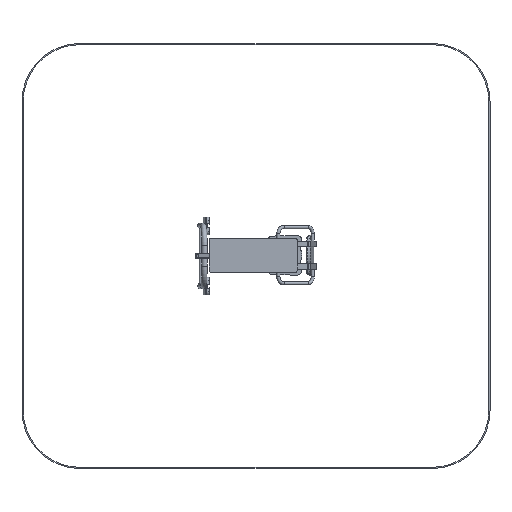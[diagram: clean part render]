
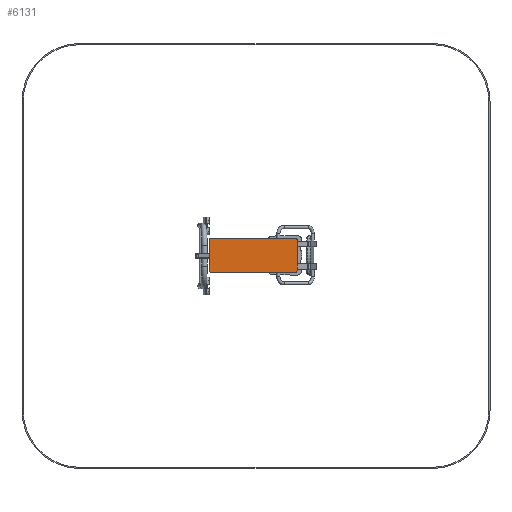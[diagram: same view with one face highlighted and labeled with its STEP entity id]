
A CAD part, front view. The second image highlights one B-rep face of the part: STEP entity #6131.
In plain terms, the highlighted planar face has unit normal (0, -1, 0).
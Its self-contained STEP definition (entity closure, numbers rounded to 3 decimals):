
#6131=ADVANCED_FACE('',(#8491),#8493,.F.);
#8491=FACE_BOUND('',#8492,.T.);
#8492=EDGE_LOOP('',(#15415,#15416,#15417,#15418,#15419,#15420,#15421,#15422));
#8493=PLANE('',#8494);
#8494=AXIS2_PLACEMENT_3D('',#8495,#8496,#8497);
#8495=CARTESIAN_POINT('',(0.,0.,0.));
#8496=DIRECTION('',(0.,1.,0.));
#8497=DIRECTION('',(1.,0.,0.));
#15415=ORIENTED_EDGE('',*,*,#18188,.F.);
#15416=ORIENTED_EDGE('',*,*,#18189,.F.);
#15417=ORIENTED_EDGE('',*,*,#18190,.F.);
#15418=ORIENTED_EDGE('',*,*,#18191,.F.);
#15419=ORIENTED_EDGE('',*,*,#18192,.F.);
#15420=ORIENTED_EDGE('',*,*,#18193,.F.);
#15421=ORIENTED_EDGE('',*,*,#18194,.F.);
#15422=ORIENTED_EDGE('',*,*,#18195,.F.);
#18188=EDGE_CURVE('',#19613,#19614,#19615,.T.);
#18189=EDGE_CURVE('',#19616,#19613,#19617,.T.);
#18190=EDGE_CURVE('',#19618,#19616,#19619,.T.);
#18191=EDGE_CURVE('',#19620,#19618,#19621,.T.);
#18192=EDGE_CURVE('',#19622,#19620,#19623,.T.);
#18193=EDGE_CURVE('',#19624,#19622,#19625,.T.);
#18194=EDGE_CURVE('',#19626,#19624,#19627,.T.);
#18195=EDGE_CURVE('',#19614,#19626,#19628,.T.);
#19613=VERTEX_POINT('',#22098);
#19614=VERTEX_POINT('',#22099);
#19615=LINE('',#22100,#22101);
#19616=VERTEX_POINT('',#22103);
#19617=CIRCLE('',#22104,20.);
#19618=VERTEX_POINT('',#22108);
#19619=LINE('',#22109,#22110);
#19620=VERTEX_POINT('',#22112);
#19621=CIRCLE('',#22113,20.);
#19622=VERTEX_POINT('',#22117);
#19623=LINE('',#22118,#22119);
#19624=VERTEX_POINT('',#22121);
#19625=CIRCLE('',#22122,20.);
#19626=VERTEX_POINT('',#22126);
#19627=LINE('',#22127,#22128);
#19628=CIRCLE('',#22130,20.);
#22098=CARTESIAN_POINT('',(12.5,0.,-1.5));
#22099=CARTESIAN_POINT('',(732.5,0.,-1.5));
#22100=CARTESIAN_POINT('',(12.5,0.,-1.5));
#22101=VECTOR('',#22102,1.);
#22102=DIRECTION('',(1.,0.,0.));
#22103=CARTESIAN_POINT('',(-7.5,0.,-21.5));
#22104=AXIS2_PLACEMENT_3D('',#22105,#22106,#22107);
#22105=CARTESIAN_POINT('',(12.5,0.,-21.5));
#22106=DIRECTION('',(0.,1.,0.));
#22107=DIRECTION('',(-1.,0.,0.));
#22108=CARTESIAN_POINT('',(-7.5,0.,-278.5));
#22109=CARTESIAN_POINT('',(-7.5,0.,-278.5));
#22110=VECTOR('',#22111,1.);
#22111=DIRECTION('',(0.,0.,1.));
#22112=CARTESIAN_POINT('',(12.5,0.,-298.5));
#22113=AXIS2_PLACEMENT_3D('',#22114,#22115,#22116);
#22114=CARTESIAN_POINT('',(12.5,0.,-278.5));
#22115=DIRECTION('',(0.,1.,0.));
#22116=DIRECTION('',(0.,0.,-1.));
#22117=CARTESIAN_POINT('',(732.5,0.,-298.5));
#22118=CARTESIAN_POINT('',(732.5,0.,-298.5));
#22119=VECTOR('',#22120,1.);
#22120=DIRECTION('',(-1.,0.,0.));
#22121=CARTESIAN_POINT('',(752.5,0.,-278.5));
#22122=AXIS2_PLACEMENT_3D('',#22123,#22124,#22125);
#22123=CARTESIAN_POINT('',(732.5,0.,-278.5));
#22124=DIRECTION('',(0.,1.,0.));
#22125=DIRECTION('',(1.,0.,0.));
#22126=CARTESIAN_POINT('',(752.5,0.,-21.5));
#22127=CARTESIAN_POINT('',(752.5,0.,-21.5));
#22128=VECTOR('',#22129,1.);
#22129=DIRECTION('',(0.,0.,-1.));
#22130=AXIS2_PLACEMENT_3D('',#22131,#22132,#22133);
#22131=CARTESIAN_POINT('',(732.5,0.,-21.5));
#22132=DIRECTION('',(0.,1.,0.));
#22133=DIRECTION('',(0.,0.,1.));
